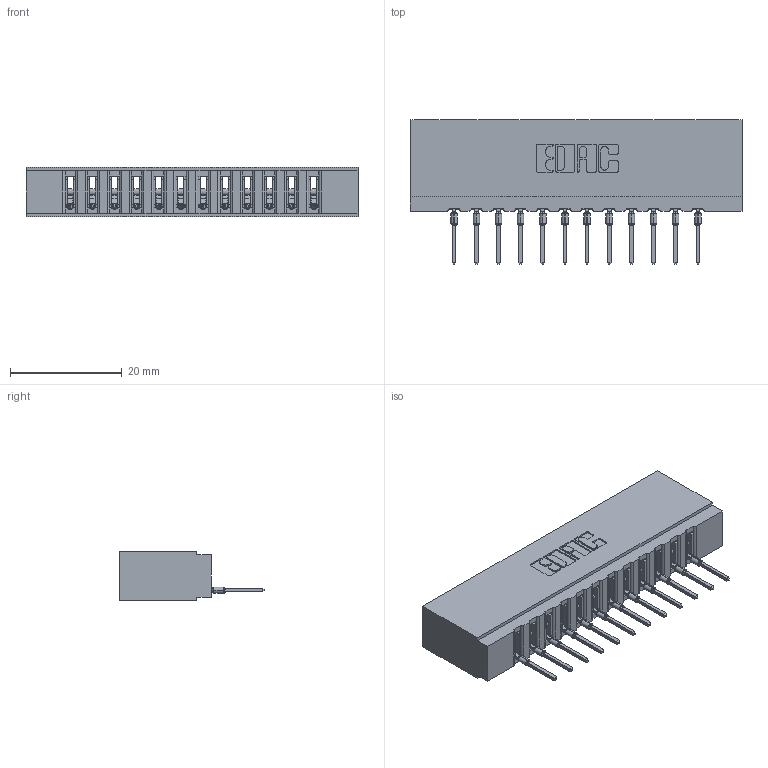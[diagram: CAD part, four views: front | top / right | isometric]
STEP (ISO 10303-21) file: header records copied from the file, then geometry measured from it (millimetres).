
FILE_DESCRIPTION (( 'STEP AP203' ), '1' );
FILE_NAME ('737-012-522-101.STEP', '2020-09-10T19:06:46', ( '' ), ( '' ), 'SwSTEP 2.0', 'SolidWorks 2020', '' );
FILE_SCHEMA (( 'CONFIG_CONTROL_DESIGN' ));
Length unit declared in the file: inch
Products named in the file (3): 745-292-001_522; 737-012-522-101; 737 Part_Insulator Option - 01
Assembly tree (13 placements, depth 2):
  737-012-522-101
    737 Part_Insulator Option - 01
    745-292-001_522  x12
Bounding box: 59.39 x 25.92 x 8.89 mm (x, y, z)
Volume: 5955.5 mm3; surface area: 7476.9 mm2
Topology: 13 solids, 13 shells, 1450 faces, 3987 edges, 2522 vertices
Faces by surface type: plane 870, cylinder 268, bspline 240, torus 72
Entity records: 24283 total; most frequent: CARTESIAN_POINT 4781, ORIENTED_EDGE 4168, DIRECTION 3640, EDGE_CURVE 2084, LINE 1830, VECTOR 1830, VERTEX_POINT 1334, AXIS2_PLACEMENT_3D 905
